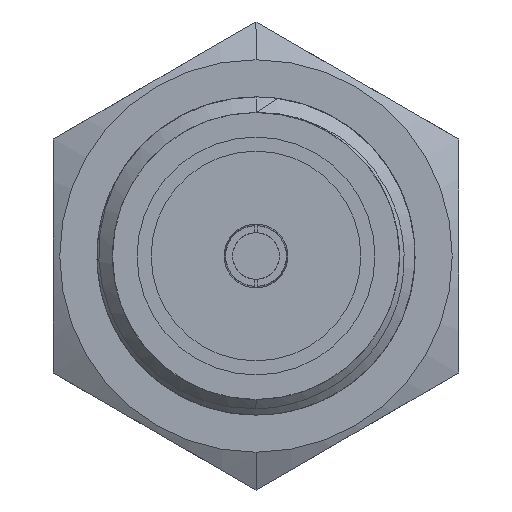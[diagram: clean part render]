
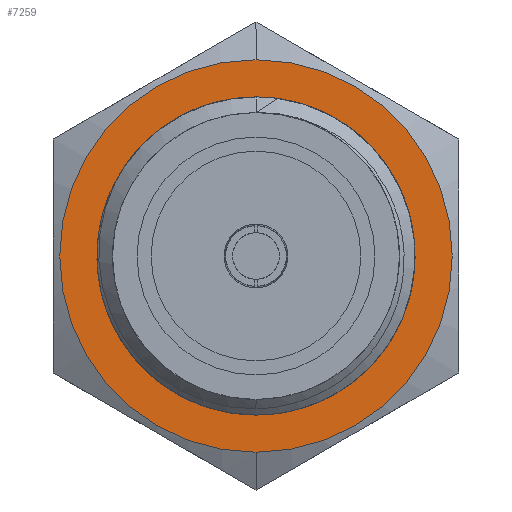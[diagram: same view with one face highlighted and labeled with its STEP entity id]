
A CAD part, front view. The second image highlights one B-rep face of the part: STEP entity #7259.
In plain terms, the highlighted planar face has unit normal (0, -1, 0).
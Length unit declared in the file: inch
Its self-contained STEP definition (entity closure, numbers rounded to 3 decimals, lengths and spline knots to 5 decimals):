
#103 = DIRECTION ( 'NONE',  ( 0., 0., 1. ) ) ;
#224 = EDGE_CURVE ( 'NONE', #7078, #1046, #4243, .T. ) ;
#275 = CIRCLE ( 'NONE', #3589, 0.11 ) ;
#574 = AXIS2_PLACEMENT_3D ( 'NONE', #3299, #2830, #7548 ) ;
#743 = DIRECTION ( 'NONE',  ( 0., 0., -1. ) ) ;
#932 = AXIS2_PLACEMENT_3D ( 'NONE', #5040, #6903, #743 ) ;
#1046 = VERTEX_POINT ( 'NONE', #7793 ) ;
#1607 = CARTESIAN_POINT ( 'NONE',  ( 0., -0.16732, 0. ) ) ;
#1713 = CARTESIAN_POINT ( 'NONE',  ( 0., -0.16732, 0.15107 ) ) ;
#1798 = EDGE_CURVE ( 'NONE', #1046, #7078, #275, .T. ) ;
#2104 = DIRECTION ( 'NONE',  ( 0., 1., 0. ) ) ;
#2379 = EDGE_CURVE ( 'NONE', #3788, #7411, #7543, .T. ) ;
#2830 = DIRECTION ( 'NONE',  ( 0., -1., 0. ) ) ;
#3070 = CARTESIAN_POINT ( 'NONE',  ( 0., -0.16732, -0.15107 ) ) ;
#3284 = CIRCLE ( 'NONE', #7599, 0.15107 ) ;
#3299 = CARTESIAN_POINT ( 'NONE',  ( 0., -0.16732, 0. ) ) ;
#3589 = AXIS2_PLACEMENT_3D ( 'NONE', #7416, #3661, #6079 ) ;
#3639 = ORIENTED_EDGE ( 'NONE', *, *, #2379, .T. ) ;
#3661 = DIRECTION ( 'NONE',  ( 0., -1., 0. ) ) ;
#3788 = VERTEX_POINT ( 'NONE', #3070 ) ;
#3812 = FACE_OUTER_BOUND ( 'NONE', #5101, .T. ) ;
#4027 = DIRECTION ( 'NONE',  ( 0., -1., 0. ) ) ;
#4243 = CIRCLE ( 'NONE', #932, 0.11 ) ;
#4260 = ORIENTED_EDGE ( 'NONE', *, *, #224, .F. ) ;
#4294 = ORIENTED_EDGE ( 'NONE', *, *, #1798, .F. ) ;
#4525 = CARTESIAN_POINT ( 'NONE',  ( 0., -0.16732, 0. ) ) ;
#4542 = ORIENTED_EDGE ( 'NONE', *, *, #5141, .T. ) ;
#4832 = EDGE_LOOP ( 'NONE', ( #4260, #4294 ) ) ;
#5040 = CARTESIAN_POINT ( 'NONE',  ( 0., -0.16732, 0. ) ) ;
#5101 = EDGE_LOOP ( 'NONE', ( #4542, #3639 ) ) ;
#5141 = EDGE_CURVE ( 'NONE', #7411, #3788, #3284, .T. ) ;
#6079 = DIRECTION ( 'NONE',  ( 0., 0., -1. ) ) ;
#6227 = DIRECTION ( 'NONE',  ( 0., 0., 1. ) ) ;
#6268 = FACE_BOUND ( 'NONE', #4832, .T. ) ;
#6519 = AXIS2_PLACEMENT_3D ( 'NONE', #4525, #2104, #6227 ) ;
#6903 = DIRECTION ( 'NONE',  ( 0., -1., 0. ) ) ;
#7078 = VERTEX_POINT ( 'NONE', #7123 ) ;
#7123 = CARTESIAN_POINT ( 'NONE',  ( 0., -0.16732, 0.11 ) ) ;
#7259 = ADVANCED_FACE ( 'NONE', ( #6268, #3812 ), #7457, .F. ) ;
#7411 = VERTEX_POINT ( 'NONE', #1713 ) ;
#7416 = CARTESIAN_POINT ( 'NONE',  ( 0., -0.16732, 0. ) ) ;
#7457 = PLANE ( 'NONE',  #6519 ) ;
#7543 = CIRCLE ( 'NONE', #574, 0.15107 ) ;
#7548 = DIRECTION ( 'NONE',  ( 0., 0., 1. ) ) ;
#7599 = AXIS2_PLACEMENT_3D ( 'NONE', #1607, #4027, #103 ) ;
#7793 = CARTESIAN_POINT ( 'NONE',  ( 0., -0.16732, -0.11 ) ) ;
